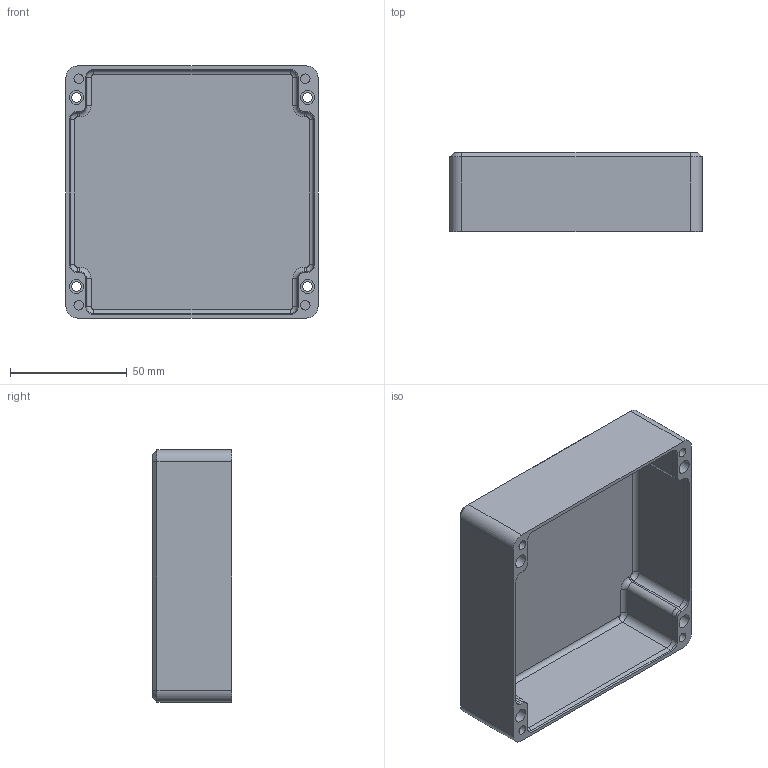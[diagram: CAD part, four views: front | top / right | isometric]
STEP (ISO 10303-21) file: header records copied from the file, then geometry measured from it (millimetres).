
FILE_DESCRIPTION(/* description */ (''),/* implementation_level */ '2;1');
FILE_NAME(/* name */ 'cover.step',/* time_stamp */ '2022-10-26T18:09:33+02:00',/* author */ (''),/* organization */ (''),/* preprocessor_version */ 'ST-DEVELOPER v19.2',/* originating_system */ 'Autodesk Translation Framework v11.17.0.187',/* authorisation */ '');
FILE_SCHEMA (('AUTOMOTIVE_DESIGN { 1 0 10303 214 3 1 1 }'));
Length unit declared in the file: millimetre
Products named in the file (1): cover-xl
Bounding box: 108 x 34 x 108 mm (x, y, z)
Volume: 58491.3 mm3; surface area: 52719.6 mm2
Topology: 1 solids, 1 shells, 135 faces, 292 edges, 168 vertices
Faces by surface type: plane 55, cylinder 52, cone 16, bspline 8, torus 4
Full cylindrical faces by diameter (mm): 4 x4, 4.1 x4, 6 x4
Entity records: 3694 total; most frequent: DIRECTION 668, CARTESIAN_POINT 660, ORIENTED_EDGE 584, EDGE_CURVE 292, AXIS2_PLACEMENT_3D 248, LINE 172, VECTOR 172, VERTEX_POINT 168
